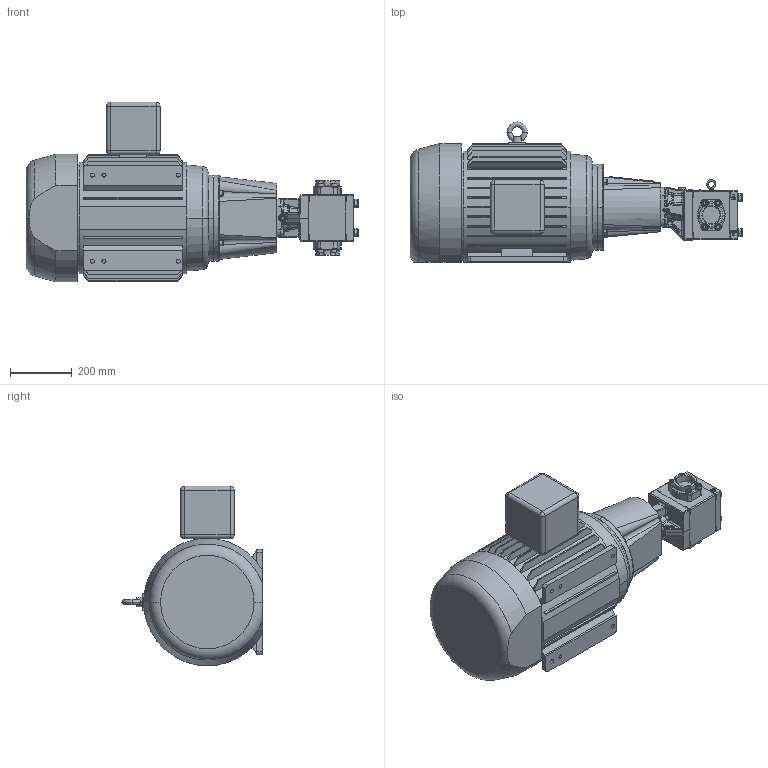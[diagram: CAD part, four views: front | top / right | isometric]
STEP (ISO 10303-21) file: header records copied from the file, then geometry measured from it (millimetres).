
FILE_DESCRIPTION (( 'STEP AP214' ), '1' );
FILE_NAME ('GPV-1013-041-U.STEP', '2021-08-18T18:04:50', ( '' ), ( '' ), 'SwSTEP 2.0', 'SolidWorks 2020', '' );
FILE_SCHEMA (( 'AUTOMOTIVE_DESIGN' ));
Length unit declared in the file: inch
Products named in the file (1): GPV-1013-041-U
Bounding box: 1078.29 x 454.94 x 583.44 mm (x, y, z)
Volume: 85520381.7 mm3; surface area: 2070247.7 mm2
Topology: 1 solids, 1 shells, 3322 faces, 8690 edges, 5608 vertices
Faces by surface type: plane 1848, bspline 836, cylinder 334, cone 232, sphere 40, torus 32
Entity records: 148229 total; most frequent: CARTESIAN_POINT 50480, ORIENTED_EDGE 17332, DIRECTION 12487, EDGE_CURVE 8666, VERTEX_POINT 5608, VECTOR 5495, LINE 5495, EDGE_LOOP 3608
